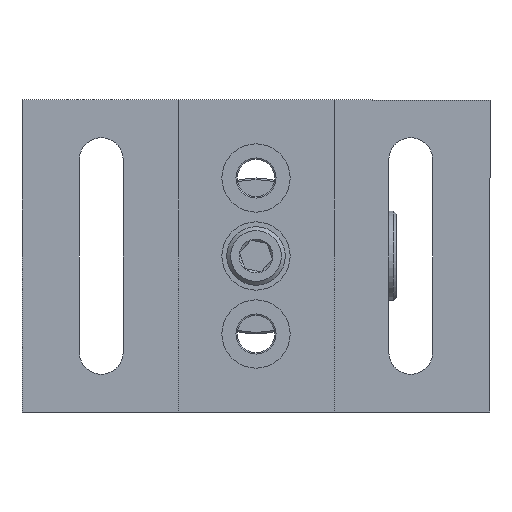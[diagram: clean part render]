
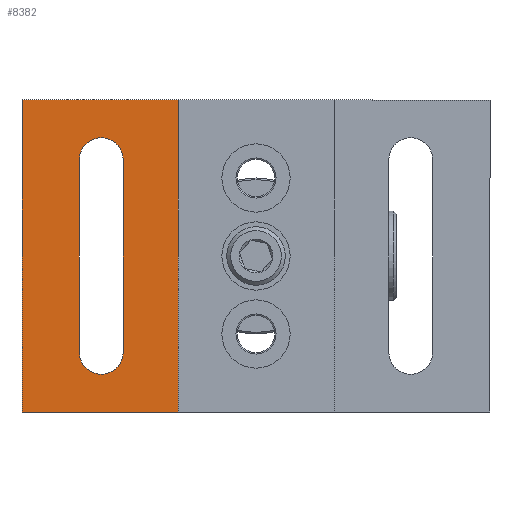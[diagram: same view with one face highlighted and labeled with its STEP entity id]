
A CAD part, front view. The second image highlights one B-rep face of the part: STEP entity #8382.
In plain terms, the highlighted planar face has unit normal (0, -1, 0).
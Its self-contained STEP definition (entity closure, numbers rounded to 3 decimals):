
#399 = CARTESIAN_POINT ( 'NONE',  ( 12.9, 0., -9.715 ) ) ;
#531 = VERTEX_POINT ( 'NONE', #8962 ) ;
#712 = DIRECTION ( 'NONE',  ( 0., 1., 0. ) ) ;
#788 = DIRECTION ( 'NONE',  ( 1., 0., 0. ) ) ;
#822 = VECTOR ( 'NONE', #5280, 1000. ) ;
#834 = LINE ( 'NONE', #3446, #8971 ) ;
#883 = AXIS2_PLACEMENT_3D ( 'NONE', #8352, #712, #7687 ) ;
#1040 = ORIENTED_EDGE ( 'NONE', *, *, #7136, .T. ) ;
#1122 = CIRCLE ( 'NONE', #6794, 3.57 ) ;
#1282 = LINE ( 'NONE', #7472, #2586 ) ;
#1300 = CARTESIAN_POINT ( 'NONE',  ( 16.47, 0., -9.715 ) ) ;
#1320 = VECTOR ( 'NONE', #4253, 1000. ) ;
#1344 = EDGE_CURVE ( 'NONE', #5002, #7406, #834, .T. ) ;
#1554 = CARTESIAN_POINT ( 'NONE',  ( 0., 0., -50.8 ) ) ;
#1682 = ORIENTED_EDGE ( 'NONE', *, *, #7458, .T. ) ;
#1685 = LINE ( 'NONE', #5664, #1320 ) ;
#1836 = ORIENTED_EDGE ( 'NONE', *, *, #5463, .T. ) ;
#1922 = DIRECTION ( 'NONE',  ( 0., 0., 1. ) ) ;
#1946 = EDGE_CURVE ( 'NONE', #3571, #5002, #7279, .T. ) ;
#2356 = CIRCLE ( 'NONE', #883, 3.57 ) ;
#2494 = LINE ( 'NONE', #3208, #2857 ) ;
#2503 = CARTESIAN_POINT ( 'NONE',  ( 16.47, 0., -41.084 ) ) ;
#2569 = CARTESIAN_POINT ( 'NONE',  ( 16.47, 0., -41.084 ) ) ;
#2586 = VECTOR ( 'NONE', #8854, 1000. ) ;
#2659 = ORIENTED_EDGE ( 'NONE', *, *, #1344, .F. ) ;
#2769 = EDGE_CURVE ( 'NONE', #531, #3571, #2494, .T. ) ;
#2812 = CARTESIAN_POINT ( 'NONE',  ( 25.4, 0., 0. ) ) ;
#2854 = AXIS2_PLACEMENT_3D ( 'NONE', #5686, #5445, #1922 ) ;
#2857 = VECTOR ( 'NONE', #6590, 1000. ) ;
#3010 = CARTESIAN_POINT ( 'NONE',  ( 0., 0., 0. ) ) ;
#3175 = DIRECTION ( 'NONE',  ( 0., 0., 1. ) ) ;
#3208 = CARTESIAN_POINT ( 'NONE',  ( 0., 0., -50.8 ) ) ;
#3333 = FACE_OUTER_BOUND ( 'NONE', #6110, .T. ) ;
#3446 = CARTESIAN_POINT ( 'NONE',  ( 0., 0., 0. ) ) ;
#3571 = VERTEX_POINT ( 'NONE', #1554 ) ;
#3808 = EDGE_CURVE ( 'NONE', #7322, #6772, #2356, .T. ) ;
#4144 = CARTESIAN_POINT ( 'NONE',  ( 9.33, 0., -9.715 ) ) ;
#4247 = EDGE_LOOP ( 'NONE', ( #1040, #6159, #5837, #1682 ) ) ;
#4253 = DIRECTION ( 'NONE',  ( 0., 0., 1. ) ) ;
#4370 = VERTEX_POINT ( 'NONE', #1300 ) ;
#4485 = DIRECTION ( 'NONE',  ( 0., 1., 0. ) ) ;
#4641 = LINE ( 'NONE', #2503, #822 ) ;
#5002 = VERTEX_POINT ( 'NONE', #3010 ) ;
#5280 = DIRECTION ( 'NONE',  ( 0., 0., -1. ) ) ;
#5282 = CARTESIAN_POINT ( 'NONE',  ( 0., 0., -50.8 ) ) ;
#5445 = DIRECTION ( 'NONE',  ( 0., 1., 0. ) ) ;
#5463 = EDGE_CURVE ( 'NONE', #531, #7406, #1685, .T. ) ;
#5664 = CARTESIAN_POINT ( 'NONE',  ( 25.4, 0., -50.8 ) ) ;
#5686 = CARTESIAN_POINT ( 'NONE',  ( 0., 0., -50.8 ) ) ;
#5837 = ORIENTED_EDGE ( 'NONE', *, *, #3808, .T. ) ;
#6110 = EDGE_LOOP ( 'NONE', ( #8279, #1836, #2659, #6302 ) ) ;
#6159 = ORIENTED_EDGE ( 'NONE', *, *, #7885, .T. ) ;
#6302 = ORIENTED_EDGE ( 'NONE', *, *, #1946, .F. ) ;
#6590 = DIRECTION ( 'NONE',  ( -1., 0., 0. ) ) ;
#6772 = VERTEX_POINT ( 'NONE', #8446 ) ;
#6794 = AXIS2_PLACEMENT_3D ( 'NONE', #399, #4485, #7889 ) ;
#6844 = PLANE ( 'NONE',  #2854 ) ;
#7136 = EDGE_CURVE ( 'NONE', #7924, #4370, #1122, .T. ) ;
#7279 = LINE ( 'NONE', #5282, #8826 ) ;
#7322 = VERTEX_POINT ( 'NONE', #2569 ) ;
#7406 = VERTEX_POINT ( 'NONE', #2812 ) ;
#7458 = EDGE_CURVE ( 'NONE', #6772, #7924, #1282, .T. ) ;
#7472 = CARTESIAN_POINT ( 'NONE',  ( 9.33, 0., -41.084 ) ) ;
#7687 = DIRECTION ( 'NONE',  ( 0., 0., -1. ) ) ;
#7885 = EDGE_CURVE ( 'NONE', #4370, #7322, #4641, .T. ) ;
#7889 = DIRECTION ( 'NONE',  ( 0., 0., -1. ) ) ;
#7924 = VERTEX_POINT ( 'NONE', #4144 ) ;
#8186 = FACE_BOUND ( 'NONE', #4247, .T. ) ;
#8279 = ORIENTED_EDGE ( 'NONE', *, *, #2769, .F. ) ;
#8352 = CARTESIAN_POINT ( 'NONE',  ( 12.9, 0., -41.084 ) ) ;
#8382 = ADVANCED_FACE ( 'NONE', ( #8186, #3333 ), #6844, .F. ) ;
#8446 = CARTESIAN_POINT ( 'NONE',  ( 9.33, 0., -41.084 ) ) ;
#8826 = VECTOR ( 'NONE', #3175, 1000. ) ;
#8854 = DIRECTION ( 'NONE',  ( 0., 0., 1. ) ) ;
#8962 = CARTESIAN_POINT ( 'NONE',  ( 25.4, 0., -50.8 ) ) ;
#8971 = VECTOR ( 'NONE', #788, 1000. ) ;
